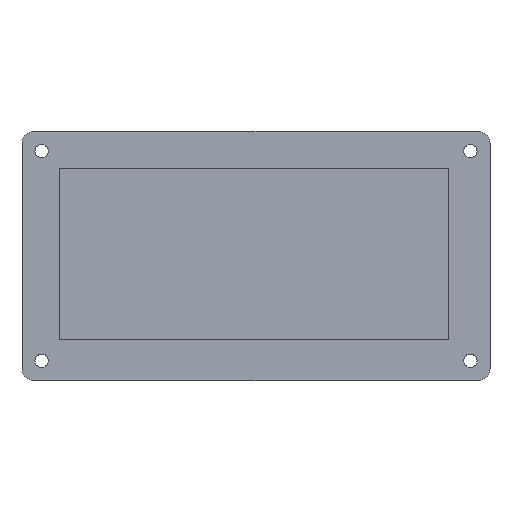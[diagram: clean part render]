
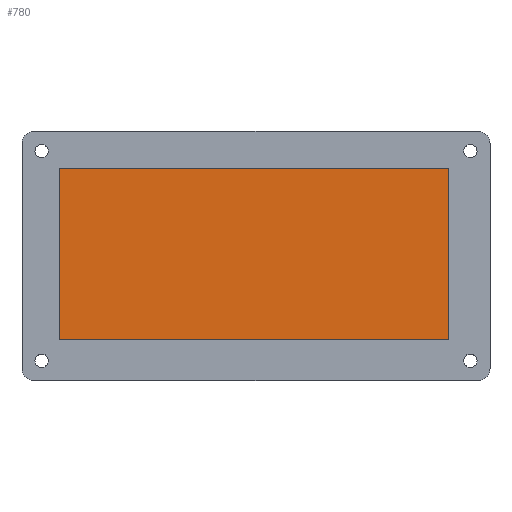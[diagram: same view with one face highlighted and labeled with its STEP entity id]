
A CAD part, top view. The second image highlights one B-rep face of the part: STEP entity #780.
In plain terms, the highlighted planar face has unit normal (0, 0, 1).
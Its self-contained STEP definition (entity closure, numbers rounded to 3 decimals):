
#120=FACE_OUTER_BOUND('',#170,.T.);
#170=EDGE_LOOP('',(#643,#644,#645,#646));
#246=LINE('',#1286,#314);
#247=LINE('',#1288,#315);
#248=LINE('',#1290,#316);
#249=LINE('',#1291,#317);
#314=VECTOR('',#1046,10.);
#315=VECTOR('',#1047,10.);
#316=VECTOR('',#1048,10.);
#317=VECTOR('',#1049,10.);
#387=VERTEX_POINT('',#1284);
#388=VERTEX_POINT('',#1285);
#389=VERTEX_POINT('',#1287);
#390=VERTEX_POINT('',#1289);
#482=EDGE_CURVE('',#387,#388,#246,.T.);
#483=EDGE_CURVE('',#389,#387,#247,.T.);
#484=EDGE_CURVE('',#390,#389,#248,.T.);
#485=EDGE_CURVE('',#388,#390,#249,.T.);
#643=ORIENTED_EDGE('',*,*,#482,.F.);
#644=ORIENTED_EDGE('',*,*,#483,.F.);
#645=ORIENTED_EDGE('',*,*,#484,.F.);
#646=ORIENTED_EDGE('',*,*,#485,.F.);
#744=PLANE('',#855);
#780=ADVANCED_FACE('',(#120),#744,.T.);
#855=AXIS2_PLACEMENT_3D('',#1283,#1044,#1045);
#1044=DIRECTION('center_axis',(0.,0.,1.));
#1045=DIRECTION('ref_axis',(1.,0.,0.));
#1046=DIRECTION('',(1.,0.,0.));
#1047=DIRECTION('',(0.,1.,0.));
#1048=DIRECTION('',(-1.,0.,0.));
#1049=DIRECTION('',(0.,-1.,0.));
#1283=CARTESIAN_POINT('Origin',(-34.5,-3.35,3.));
#1284=CARTESIAN_POINT('',(-84.,18.3,3.));
#1285=CARTESIAN_POINT('',(15.,18.3,3.));
#1286=CARTESIAN_POINT('',(-59.25,18.3,3.));
#1287=CARTESIAN_POINT('',(-84.,-25.,3.));
#1288=CARTESIAN_POINT('',(-84.,-14.175,3.));
#1289=CARTESIAN_POINT('',(15.,-25.,3.));
#1290=CARTESIAN_POINT('',(-9.75,-25.,3.));
#1291=CARTESIAN_POINT('',(15.,7.475,3.));
